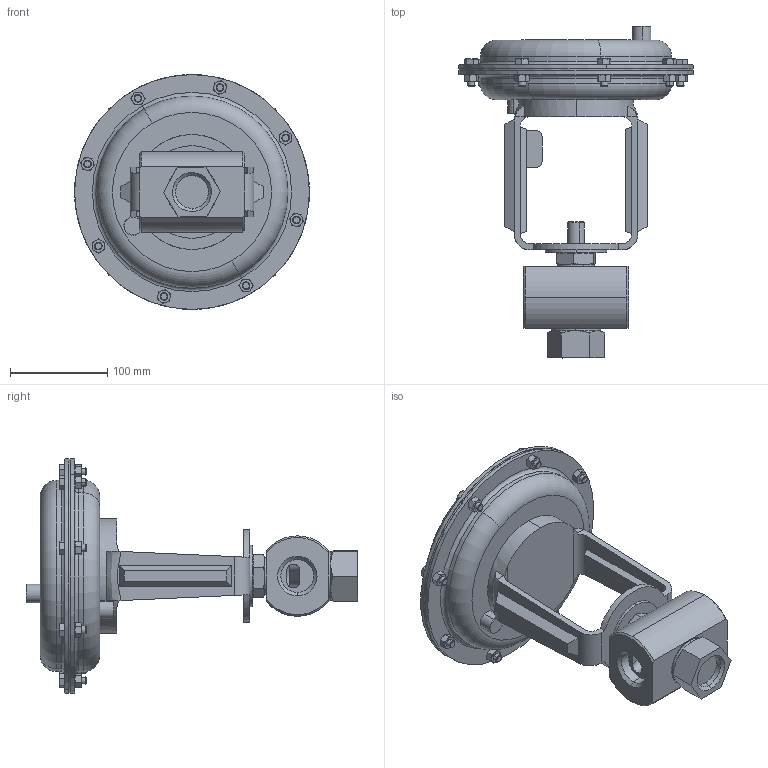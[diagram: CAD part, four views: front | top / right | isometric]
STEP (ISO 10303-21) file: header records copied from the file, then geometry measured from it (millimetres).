
FILE_DESCRIPTION (( 'STEP AP203' ), '1' );
FILE_NAME ('8000T-100-BR+CB+SB-SW-35M.step', '2017-09-20T11:29:08', ( '' ), ( '' ), 'SwSTEP 2.0', 'SolidWorks 2014', '' );
FILE_SCHEMA (( 'CONFIG_CONTROL_DESIGN' ));
Length unit declared in the file: inch
Products named in the file (1): 8000T-100-BR+CB+SB-SW-35M
Bounding box: 241.3 x 341.1 x 241.3 mm (x, y, z)
Volume: 2920408.9 mm3; surface area: 257094 mm2
Topology: 2 solids, 2 shells, 466 faces, 1067 edges, 649 vertices
Faces by surface type: plane 198, cone 190, cylinder 68, torus 8, bspline 2
Entity records: 14606 total; most frequent: CARTESIAN_POINT 4558, ORIENTED_EDGE 2134, DIRECTION 1956, EDGE_CURVE 1067, AXIS2_PLACEMENT_3D 795, VERTEX_POINT 649, EDGE_LOOP 512, FACE_OUTER_BOUND 466
